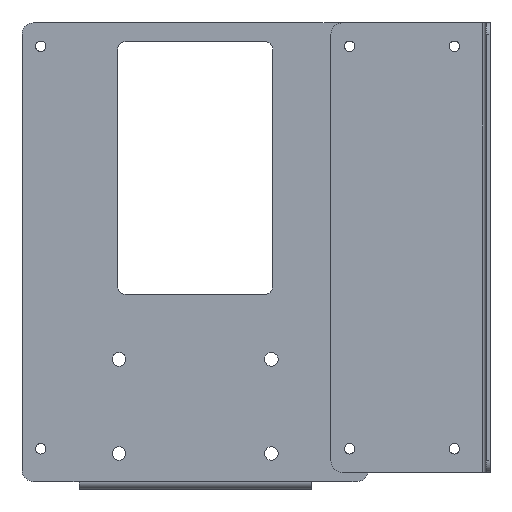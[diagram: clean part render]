
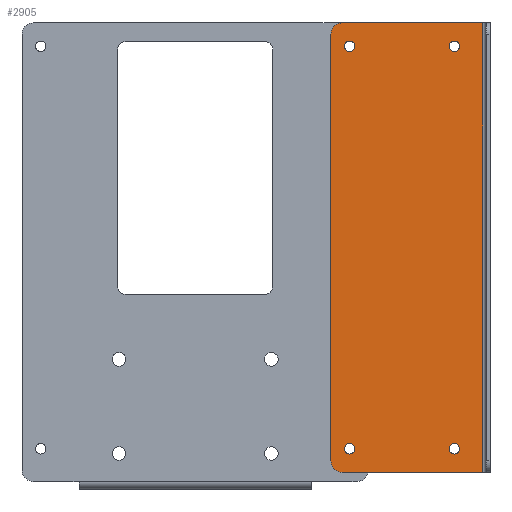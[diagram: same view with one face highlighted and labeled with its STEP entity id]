
A CAD part, front view. The second image highlights one B-rep face of the part: STEP entity #2905.
In plain terms, the highlighted face is planar.
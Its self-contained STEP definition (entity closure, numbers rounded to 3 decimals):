
#2271=CARTESIAN_POINT('',(-35.516,107.5,75.));
#2272=DIRECTION('',(1.,0.,0.));
#2273=DIRECTION('',(0.,-1.,0.));
#2274=AXIS2_PLACEMENT_3D('',#2271,#2272,#2273);
#2276=CARTESIAN_POINT('',(-35.516,107.5,75.));
#2277=DIRECTION('',(1.,0.,0.));
#2278=DIRECTION('',(0.,1.,0.));
#2279=AXIS2_PLACEMENT_3D('',#2276,#2277,#2278);
#2281=CARTESIAN_POINT('',(-35.516,107.5,19.));
#2282=DIRECTION('',(1.,0.,0.));
#2283=DIRECTION('',(0.,-1.,0.));
#2284=AXIS2_PLACEMENT_3D('',#2281,#2282,#2283);
#2286=CARTESIAN_POINT('',(-35.516,107.5,19.));
#2287=DIRECTION('',(1.,0.,0.));
#2288=DIRECTION('',(0.,1.,0.));
#2289=AXIS2_PLACEMENT_3D('',#2286,#2287,#2288);
#2291=CARTESIAN_POINT('',(-35.516,-107.5,19.));
#2292=DIRECTION('',(1.,0.,0.));
#2293=DIRECTION('',(0.,-1.,0.));
#2294=AXIS2_PLACEMENT_3D('',#2291,#2292,#2293);
#2296=CARTESIAN_POINT('',(-35.516,-107.5,19.));
#2297=DIRECTION('',(1.,0.,0.));
#2298=DIRECTION('',(0.,1.,0.));
#2299=AXIS2_PLACEMENT_3D('',#2296,#2297,#2298);
#2301=CARTESIAN_POINT('',(-35.516,-107.5,75.));
#2302=DIRECTION('',(1.,0.,0.));
#2303=DIRECTION('',(0.,-1.,0.));
#2304=AXIS2_PLACEMENT_3D('',#2301,#2302,#2303);
#2306=CARTESIAN_POINT('',(-35.516,-107.5,75.));
#2307=DIRECTION('',(1.,0.,0.));
#2308=DIRECTION('',(0.,1.,0.));
#2309=AXIS2_PLACEMENT_3D('',#2306,#2307,#2308);
#2311=CARTESIAN_POINT('',(-35.516,114.,79.));
#2312=DIRECTION('',(1.,0.,0.));
#2313=DIRECTION('',(0.,1.,0.));
#2314=AXIS2_PLACEMENT_3D('',#2311,#2312,#2313);
#2316=DIRECTION('',(0.,-1.,0.));
#2317=VECTOR('',#2316,240.);
#2318=CARTESIAN_POINT('',(-35.516,120.,3.969));
#2319=LINE('',#2318,#2317);
#2320=CARTESIAN_POINT('',(-35.516,-114.,79.));
#2321=DIRECTION('',(1.,0.,0.));
#2322=DIRECTION('',(0.,0.,1.));
#2323=AXIS2_PLACEMENT_3D('',#2320,#2321,#2322);
#2423=DIRECTION('',(0.,0.,1.));
#2424=VECTOR('',#2423,75.031);
#2425=CARTESIAN_POINT('',(-35.516,120.,3.969));
#2426=LINE('',#2425,#2424);
#2431=DIRECTION('',(0.,-1.,0.));
#2432=VECTOR('',#2431,228.);
#2433=CARTESIAN_POINT('',(-35.516,114.,85.));
#2434=LINE('',#2433,#2432);
#2447=DIRECTION('',(0.,0.,1.));
#2448=VECTOR('',#2447,75.031);
#2449=CARTESIAN_POINT('',(-35.516,-120.,3.969));
#2450=LINE('',#2449,#2448);
#2472=CARTESIAN_POINT('',(-35.516,120.,3.969));
#2474=VERTEX_POINT('',#2472);
#2476=CARTESIAN_POINT('',(-35.516,-120.,3.969));
#2478=VERTEX_POINT('',#2476);
#2491=CARTESIAN_POINT('',(-35.516,120.,79.));
#2492=VERTEX_POINT('',#2491);
#2493=CARTESIAN_POINT('',(-35.516,114.,85.));
#2494=VERTEX_POINT('',#2493);
#2507=CARTESIAN_POINT('',(-35.516,-114.,85.));
#2508=VERTEX_POINT('',#2507);
#2509=CARTESIAN_POINT('',(-35.516,-120.,79.));
#2510=VERTEX_POINT('',#2509);
#2527=CARTESIAN_POINT('',(-35.516,-110.3,75.));
#2528=CARTESIAN_POINT('',(-35.516,-104.7,75.));
#2529=VERTEX_POINT('',#2527);
#2530=VERTEX_POINT('',#2528);
#2531=CARTESIAN_POINT('',(-35.516,-110.3,19.));
#2532=CARTESIAN_POINT('',(-35.516,-104.7,19.));
#2533=VERTEX_POINT('',#2531);
#2534=VERTEX_POINT('',#2532);
#2535=CARTESIAN_POINT('',(-35.516,104.7,19.));
#2536=CARTESIAN_POINT('',(-35.516,110.3,19.));
#2537=VERTEX_POINT('',#2535);
#2538=VERTEX_POINT('',#2536);
#2539=CARTESIAN_POINT('',(-35.516,104.7,75.));
#2540=CARTESIAN_POINT('',(-35.516,110.3,75.));
#2541=VERTEX_POINT('',#2539);
#2542=VERTEX_POINT('',#2540);
#2863=CARTESIAN_POINT('',(-35.516,120.,3.969));
#2864=DIRECTION('',(1.,0.,0.));
#2865=DIRECTION('',(0.,0.,1.));
#2866=AXIS2_PLACEMENT_3D('',#2863,#2864,#2865);
#2867=PLANE('',#2866);
#2869=ORIENTED_EDGE('',*,*,#2868,.F.);
#2871=ORIENTED_EDGE('',*,*,#2870,.F.);
#2872=ORIENTED_EDGE('',*,*,#2858,.T.);
#2874=ORIENTED_EDGE('',*,*,#2873,.T.);
#2876=ORIENTED_EDGE('',*,*,#2875,.F.);
#2878=ORIENTED_EDGE('',*,*,#2877,.F.);
#2879=EDGE_LOOP('',(#2869,#2871,#2872,#2874,#2876,#2878));
#2880=FACE_OUTER_BOUND('',#2879,.F.);
#2882=ORIENTED_EDGE('',*,*,#2881,.T.);
#2884=ORIENTED_EDGE('',*,*,#2883,.T.);
#2885=EDGE_LOOP('',(#2882,#2884));
#2886=FACE_BOUND('',#2885,.F.);
#2888=ORIENTED_EDGE('',*,*,#2887,.T.);
#2890=ORIENTED_EDGE('',*,*,#2889,.T.);
#2891=EDGE_LOOP('',(#2888,#2890));
#2892=FACE_BOUND('',#2891,.F.);
#2894=ORIENTED_EDGE('',*,*,#2893,.T.);
#2896=ORIENTED_EDGE('',*,*,#2895,.T.);
#2897=EDGE_LOOP('',(#2894,#2896));
#2898=FACE_BOUND('',#2897,.F.);
#2900=ORIENTED_EDGE('',*,*,#2899,.T.);
#2902=ORIENTED_EDGE('',*,*,#2901,.T.);
#2903=EDGE_LOOP('',(#2900,#2902));
#2904=FACE_BOUND('',#2903,.F.);
#2905=ADVANCED_FACE('',(#2880,#2886,#2892,#2898,#2904),#2867,.T.);
#2275=CIRCLE('',#2274,2.8);
#2280=CIRCLE('',#2279,2.8);
#2285=CIRCLE('',#2284,2.8);
#2290=CIRCLE('',#2289,2.8);
#2295=CIRCLE('',#2294,2.8);
#2300=CIRCLE('',#2299,2.8);
#2305=CIRCLE('',#2304,2.8);
#2310=CIRCLE('',#2309,2.8);
#2315=CIRCLE('',#2314,6.);
#2324=CIRCLE('',#2323,6.);
#2858=EDGE_CURVE('',#2474,#2478,#2319,.T.);
#2868=EDGE_CURVE('',#2492,#2494,#2315,.T.);
#2870=EDGE_CURVE('',#2474,#2492,#2426,.T.);
#2873=EDGE_CURVE('',#2478,#2510,#2450,.T.);
#2875=EDGE_CURVE('',#2508,#2510,#2324,.T.);
#2877=EDGE_CURVE('',#2494,#2508,#2434,.T.);
#2881=EDGE_CURVE('',#2537,#2538,#2285,.T.);
#2883=EDGE_CURVE('',#2538,#2537,#2290,.T.);
#2887=EDGE_CURVE('',#2533,#2534,#2295,.T.);
#2889=EDGE_CURVE('',#2534,#2533,#2300,.T.);
#2893=EDGE_CURVE('',#2529,#2530,#2305,.T.);
#2895=EDGE_CURVE('',#2530,#2529,#2310,.T.);
#2899=EDGE_CURVE('',#2541,#2542,#2275,.T.);
#2901=EDGE_CURVE('',#2542,#2541,#2280,.T.);
